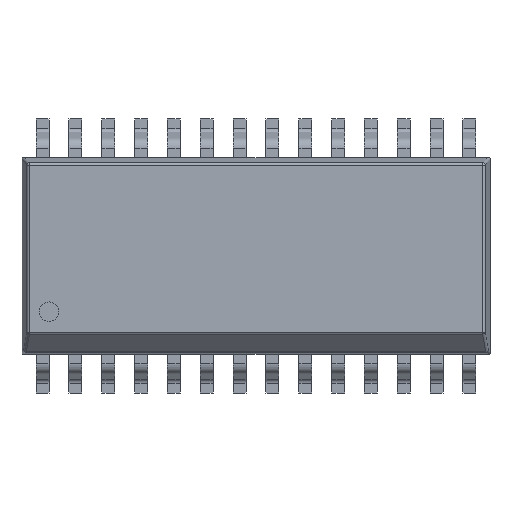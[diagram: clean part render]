
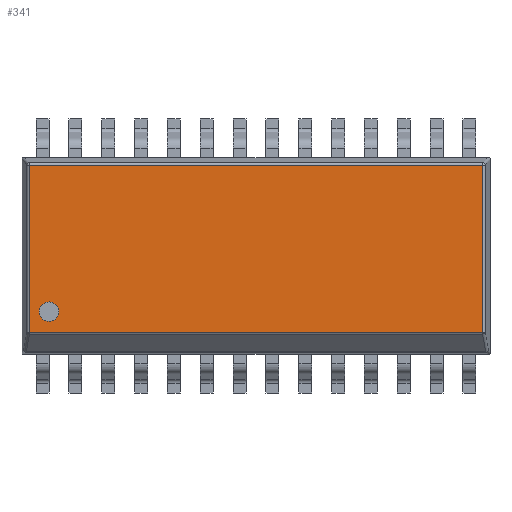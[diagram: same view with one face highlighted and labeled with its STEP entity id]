
A CAD part, top view. The second image highlights one B-rep face of the part: STEP entity #341.
In plain terms, the highlighted planar face has unit normal (0, 0, 1).
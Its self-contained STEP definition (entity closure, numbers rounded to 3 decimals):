
#341=ADVANCED_FACE('',(#4451,#4453),#4455,.T.);
#4451=FACE_BOUND('',#4452,.T.);
#4452=EDGE_LOOP('',(#7733,#7734,#7735,#7736));
#4453=FACE_BOUND('',#4454,.T.);
#4454=EDGE_LOOP('',(#7737));
#4455=PLANE('',#4456);
#4456=AXIS2_PLACEMENT_3D('',#4457,#4458,#4459);
#4457=CARTESIAN_POINT('',(0.,0.,2.65));
#4458=DIRECTION('',(0.,0.,1.));
#4459=DIRECTION('',(1.,0.,0.));
#7733=ORIENTED_EDGE('',*,*,#10065,.T.);
#7734=ORIENTED_EDGE('',*,*,#10066,.T.);
#7735=ORIENTED_EDGE('',*,*,#10067,.T.);
#7736=ORIENTED_EDGE('',*,*,#10068,.T.);
#7737=ORIENTED_EDGE('',*,*,#10069,.T.);
#10065=EDGE_CURVE('',#11287,#11288,#11289,.T.);
#10066=EDGE_CURVE('',#11288,#11290,#11291,.T.);
#10067=EDGE_CURVE('',#11290,#11292,#11293,.T.);
#10068=EDGE_CURVE('',#11292,#11287,#11294,.T.);
#10069=EDGE_CURVE('',#11295,#11295,#11296,.F.);
#11287=VERTEX_POINT('',#13465);
#11288=VERTEX_POINT('',#13466);
#11289=LINE('',#13467,#13468);
#11290=VERTEX_POINT('',#13470);
#11291=LINE('',#13471,#13472);
#11292=VERTEX_POINT('',#13474);
#11293=LINE('',#13475,#13476);
#11294=LINE('',#13478,#13479);
#11295=VERTEX_POINT('',#13481);
#11296=CIRCLE('',#13482,0.375);
#13465=CARTESIAN_POINT('',(8.763,-2.956,2.65));
#13466=CARTESIAN_POINT('',(8.763,3.513,2.65));
#13467=CARTESIAN_POINT('',(8.763,-2.956,2.65));
#13468=VECTOR('',#13469,1.);
#13469=DIRECTION('',(0.,1.,0.));
#13470=CARTESIAN_POINT('',(-8.763,3.513,2.65));
#13471=CARTESIAN_POINT('',(8.763,3.513,2.65));
#13472=VECTOR('',#13473,1.);
#13473=DIRECTION('',(-1.,0.,0.));
#13474=CARTESIAN_POINT('',(-8.763,-2.956,2.65));
#13475=CARTESIAN_POINT('',(-8.763,3.513,2.65));
#13476=VECTOR('',#13477,1.);
#13477=DIRECTION('',(0.,-1.,0.));
#13478=CARTESIAN_POINT('',(-8.763,-2.956,2.65));
#13479=VECTOR('',#13480,1.);
#13480=DIRECTION('',(1.,0.,0.));
#13481=CARTESIAN_POINT('',(-7.63,-2.155,2.65));
#13482=AXIS2_PLACEMENT_3D('',#13483,#13484,#13485);
#13483=CARTESIAN_POINT('',(-8.005,-2.155,2.65));
#13484=DIRECTION('',(0.,0.,1.));
#13485=DIRECTION('',(1.,0.,0.));
